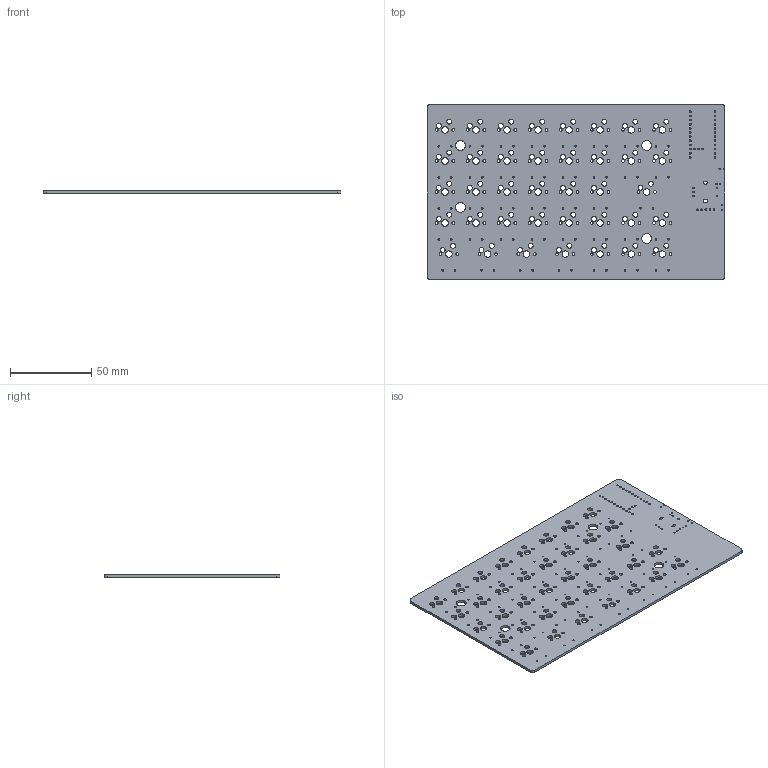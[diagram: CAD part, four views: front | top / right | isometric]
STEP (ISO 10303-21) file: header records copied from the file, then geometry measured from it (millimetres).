
FILE_DESCRIPTION(('KiCad electronic assembly'),'2;1');
FILE_NAME('aurora_r.step','2024-11-20T23:30:33',('Pcbnew'),('Kicad'), 'Open CASCADE STEP processor 7.8','KiCad to STEP converter','Unknown' );
FILE_SCHEMA(('AUTOMOTIVE_DESIGN { 1 0 10303 214 1 1 1 1 }'));
Length unit declared in the file: millimetre
Products named in the file (2): aurora_r 1; aurora_r_PCB
Assembly tree (1 placements, depth 2):
  aurora_r 1
    aurora_r_PCB
Bounding box: 182.89 x 107.7 x 1.6 mm (x, y, z)
Volume: 29266.6 mm3; surface area: 40810.5 mm2
Topology: 1 solids, 1 shells, 331 faces, 987 edges, 658 vertices
Faces by surface type: cylinder 321, plane 10
Full cylindrical faces by diameter (mm): 0.75 x4, 0.9 x2, 0.991 x76, 1 x10, 1.092 x27, 1.702 x76, 3 x76, 3.988 x38, 6 x4
Entity records: 12820 total; most frequent: DIRECTION 2295, CARTESIAN_POINT 1978, ORIENTED_EDGE 1974, EDGE_CURVE 987, AXIS2_PLACEMENT_3D 975, FACE_BOUND 961, EDGE_LOOP 961, VERTEX_POINT 658
